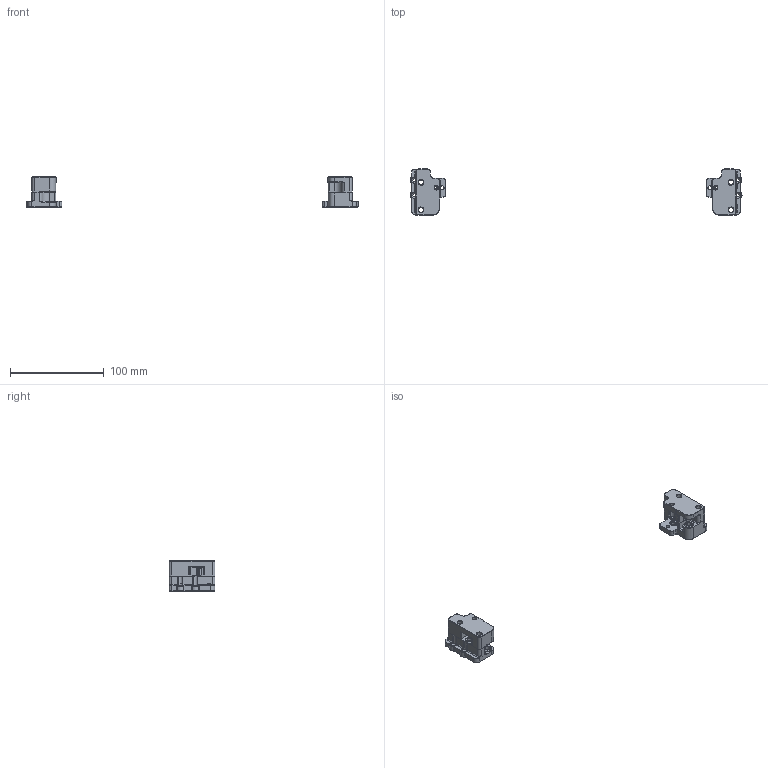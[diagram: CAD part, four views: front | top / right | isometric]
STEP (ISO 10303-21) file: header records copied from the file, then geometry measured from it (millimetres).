
FILE_DESCRIPTION(/* description */ (''),/* implementation_level */ '2;1');
FILE_NAME(/* name */ 'X-gantry-joiners.step',/* time_stamp */ '2021-10-06T23:40:36+01:00',/* author */ (''),/* organization */ (''),/* preprocessor_version */ 'ST-DEVELOPER v18.1',/* originating_system */ 'Autodesk Translation Framework v10.10.0.1391',/* authorisation */ '');
FILE_SCHEMA (('AUTOMOTIVE_DESIGN { 1 0 10303 214 3 1 1 }'));
Length unit declared in the file: millimetre
Products named in the file (1): X-joiners
Bounding box: 353.6 x 48.94 x 32 mm (x, y, z)
Volume: 50258.7 mm3; surface area: 23921.8 mm2
Topology: 4 solids, 4 shells, 562 faces, 1409 edges, 864 vertices
Faces by surface type: plane 302, cylinder 132, cone 118, bspline 10
Full cylindrical faces by diameter (mm): 3.1 x4, 3.2 x8, 4.1 x2, 4.2 x4, 5.1 x8, 5.3 x8, 6.2 x8
Entity records: 17082 total; most frequent: CARTESIAN_POINT 3426, DIRECTION 2881, ORIENTED_EDGE 2818, EDGE_CURVE 1409, AXIS2_PLACEMENT_3D 995, LINE 891, VECTOR 891, VERTEX_POINT 864
